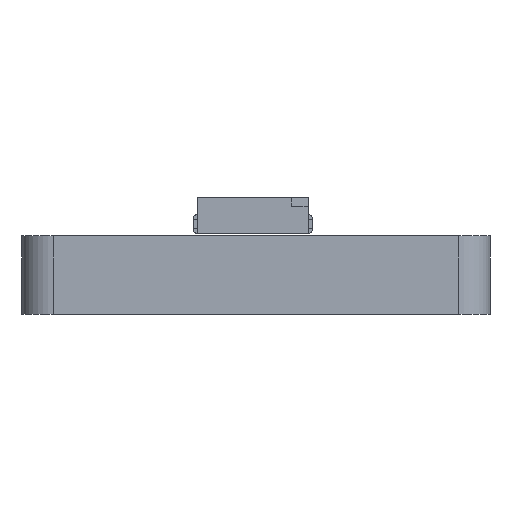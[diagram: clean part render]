
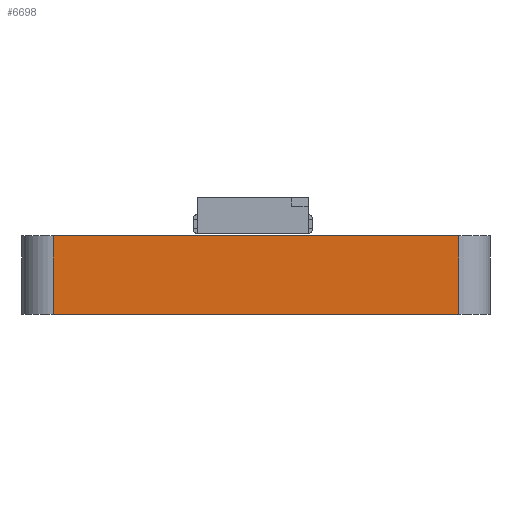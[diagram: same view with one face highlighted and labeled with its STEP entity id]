
A CAD part, front view. The second image highlights one B-rep face of the part: STEP entity #6698.
In plain terms, the highlighted planar face has unit normal (0, -1, 0).
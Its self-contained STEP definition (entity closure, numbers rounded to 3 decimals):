
#6580 = EDGE_CURVE('',#6581,#6583,#6585,.T.);
#6581 = VERTEX_POINT('',#6582);
#6582 = CARTESIAN_POINT('',(4.127,-10.478,0.));
#6583 = VERTEX_POINT('',#6584);
#6584 = CARTESIAN_POINT('',(4.127,-10.478,1.6));
#6585 = SURFACE_CURVE('',#6586,(#6590,#6602),.PCURVE_S1.);
#6586 = LINE('',#6587,#6588);
#6587 = CARTESIAN_POINT('',(4.127,-10.478,0.));
#6588 = VECTOR('',#6589,1.);
#6589 = DIRECTION('',(0.,0.,1.));
#6590 = PCURVE('',#6591,#6596);
#6591 = CYLINDRICAL_SURFACE('',#6592,0.635);
#6592 = AXIS2_PLACEMENT_3D('',#6593,#6594,#6595);
#6593 = CARTESIAN_POINT('',(4.127,-9.842,0.));
#6594 = DIRECTION('',(-0.,-0.,-1.));
#6595 = DIRECTION('',(1.,0.,-0.));
#6596 = DEFINITIONAL_REPRESENTATION('',(#6597),#6601);
#6597 = LINE('',#6598,#6599);
#6598 = CARTESIAN_POINT('',(-4.712,0.));
#6599 = VECTOR('',#6600,1.);
#6600 = DIRECTION('',(-0.,-1.));
#6601 = ( GEOMETRIC_REPRESENTATION_CONTEXT(2) 
PARAMETRIC_REPRESENTATION_CONTEXT() REPRESENTATION_CONTEXT('2D SPACE',''
  ) );
#6602 = PCURVE('',#6603,#6608);
#6603 = PLANE('',#6604);
#6604 = AXIS2_PLACEMENT_3D('',#6605,#6606,#6607);
#6605 = CARTESIAN_POINT('',(4.127,-10.478,0.));
#6606 = DIRECTION('',(0.,-1.,0.));
#6607 = DIRECTION('',(-1.,0.,0.));
#6608 = DEFINITIONAL_REPRESENTATION('',(#6609),#6613);
#6609 = LINE('',#6610,#6611);
#6610 = CARTESIAN_POINT('',(0.,0.));
#6611 = VECTOR('',#6612,1.);
#6612 = DIRECTION('',(0.,-1.));
#6613 = ( GEOMETRIC_REPRESENTATION_CONTEXT(2) 
PARAMETRIC_REPRESENTATION_CONTEXT() REPRESENTATION_CONTEXT('2D SPACE',''
  ) );
#6632 = PLANE('',#6633);
#6633 = AXIS2_PLACEMENT_3D('',#6634,#6635,#6636);
#6634 = CARTESIAN_POINT('',(0.,0.,1.6));
#6635 = DIRECTION('',(0.,0.,1.));
#6636 = DIRECTION('',(1.,0.,-0.));
#6687 = PLANE('',#6688);
#6688 = AXIS2_PLACEMENT_3D('',#6689,#6690,#6691);
#6689 = CARTESIAN_POINT('',(0.,0.,0.));
#6690 = DIRECTION('',(0.,0.,1.));
#6691 = DIRECTION('',(1.,0.,-0.));
#6698 = ADVANCED_FACE('',(#6699),#6603,.T.);
#6699 = FACE_BOUND('',#6700,.T.);
#6700 = EDGE_LOOP('',(#6701,#6702,#6725,#6753));
#6701 = ORIENTED_EDGE('',*,*,#6580,.T.);
#6702 = ORIENTED_EDGE('',*,*,#6703,.T.);
#6703 = EDGE_CURVE('',#6583,#6704,#6706,.T.);
#6704 = VERTEX_POINT('',#6705);
#6705 = CARTESIAN_POINT('',(-4.128,-10.478,1.6));
#6706 = SURFACE_CURVE('',#6707,(#6711,#6718),.PCURVE_S1.);
#6707 = LINE('',#6708,#6709);
#6708 = CARTESIAN_POINT('',(4.127,-10.478,1.6));
#6709 = VECTOR('',#6710,1.);
#6710 = DIRECTION('',(-1.,0.,0.));
#6711 = PCURVE('',#6603,#6712);
#6712 = DEFINITIONAL_REPRESENTATION('',(#6713),#6717);
#6713 = LINE('',#6714,#6715);
#6714 = CARTESIAN_POINT('',(0.,-1.6));
#6715 = VECTOR('',#6716,1.);
#6716 = DIRECTION('',(1.,0.));
#6717 = ( GEOMETRIC_REPRESENTATION_CONTEXT(2) 
PARAMETRIC_REPRESENTATION_CONTEXT() REPRESENTATION_CONTEXT('2D SPACE',''
  ) );
#6718 = PCURVE('',#6632,#6719);
#6719 = DEFINITIONAL_REPRESENTATION('',(#6720),#6724);
#6720 = LINE('',#6721,#6722);
#6721 = CARTESIAN_POINT('',(4.127,-10.478));
#6722 = VECTOR('',#6723,1.);
#6723 = DIRECTION('',(-1.,0.));
#6724 = ( GEOMETRIC_REPRESENTATION_CONTEXT(2) 
PARAMETRIC_REPRESENTATION_CONTEXT() REPRESENTATION_CONTEXT('2D SPACE',''
  ) );
#6725 = ORIENTED_EDGE('',*,*,#6726,.F.);
#6726 = EDGE_CURVE('',#6727,#6704,#6729,.T.);
#6727 = VERTEX_POINT('',#6728);
#6728 = CARTESIAN_POINT('',(-4.128,-10.478,0.));
#6729 = SURFACE_CURVE('',#6730,(#6734,#6741),.PCURVE_S1.);
#6730 = LINE('',#6731,#6732);
#6731 = CARTESIAN_POINT('',(-4.128,-10.478,0.));
#6732 = VECTOR('',#6733,1.);
#6733 = DIRECTION('',(0.,0.,1.));
#6734 = PCURVE('',#6603,#6735);
#6735 = DEFINITIONAL_REPRESENTATION('',(#6736),#6740);
#6736 = LINE('',#6737,#6738);
#6737 = CARTESIAN_POINT('',(8.255,0.));
#6738 = VECTOR('',#6739,1.);
#6739 = DIRECTION('',(0.,-1.));
#6740 = ( GEOMETRIC_REPRESENTATION_CONTEXT(2) 
PARAMETRIC_REPRESENTATION_CONTEXT() REPRESENTATION_CONTEXT('2D SPACE',''
  ) );
#6741 = PCURVE('',#6742,#6747);
#6742 = CYLINDRICAL_SURFACE('',#6743,0.635);
#6743 = AXIS2_PLACEMENT_3D('',#6744,#6745,#6746);
#6744 = CARTESIAN_POINT('',(-4.128,-9.843,0.));
#6745 = DIRECTION('',(-0.,-0.,-1.));
#6746 = DIRECTION('',(1.,0.,-0.));
#6747 = DEFINITIONAL_REPRESENTATION('',(#6748),#6752);
#6748 = LINE('',#6749,#6750);
#6749 = CARTESIAN_POINT('',(-4.712,0.));
#6750 = VECTOR('',#6751,1.);
#6751 = DIRECTION('',(-0.,-1.));
#6752 = ( GEOMETRIC_REPRESENTATION_CONTEXT(2) 
PARAMETRIC_REPRESENTATION_CONTEXT() REPRESENTATION_CONTEXT('2D SPACE',''
  ) );
#6753 = ORIENTED_EDGE('',*,*,#6754,.F.);
#6754 = EDGE_CURVE('',#6581,#6727,#6755,.T.);
#6755 = SURFACE_CURVE('',#6756,(#6760,#6767),.PCURVE_S1.);
#6756 = LINE('',#6757,#6758);
#6757 = CARTESIAN_POINT('',(4.127,-10.478,0.));
#6758 = VECTOR('',#6759,1.);
#6759 = DIRECTION('',(-1.,0.,0.));
#6760 = PCURVE('',#6603,#6761);
#6761 = DEFINITIONAL_REPRESENTATION('',(#6762),#6766);
#6762 = LINE('',#6763,#6764);
#6763 = CARTESIAN_POINT('',(0.,0.));
#6764 = VECTOR('',#6765,1.);
#6765 = DIRECTION('',(1.,0.));
#6766 = ( GEOMETRIC_REPRESENTATION_CONTEXT(2) 
PARAMETRIC_REPRESENTATION_CONTEXT() REPRESENTATION_CONTEXT('2D SPACE',''
  ) );
#6767 = PCURVE('',#6687,#6768);
#6768 = DEFINITIONAL_REPRESENTATION('',(#6769),#6773);
#6769 = LINE('',#6770,#6771);
#6770 = CARTESIAN_POINT('',(4.127,-10.478));
#6771 = VECTOR('',#6772,1.);
#6772 = DIRECTION('',(-1.,0.));
#6773 = ( GEOMETRIC_REPRESENTATION_CONTEXT(2) 
PARAMETRIC_REPRESENTATION_CONTEXT() REPRESENTATION_CONTEXT('2D SPACE',''
  ) );
